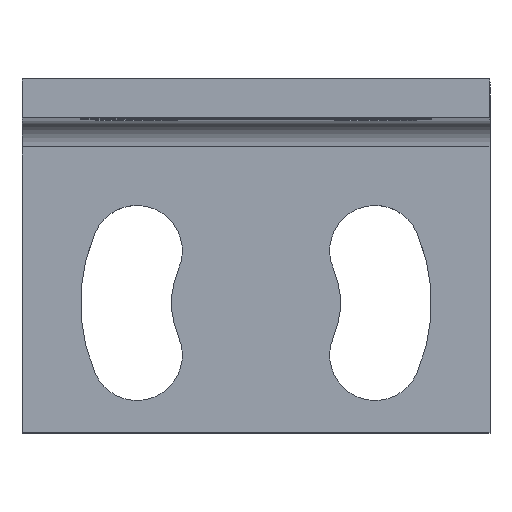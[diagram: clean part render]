
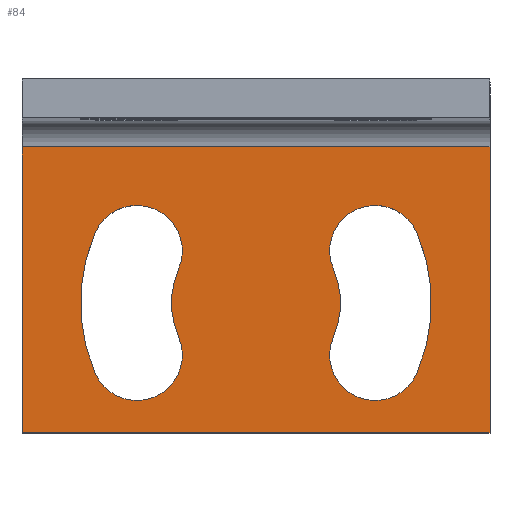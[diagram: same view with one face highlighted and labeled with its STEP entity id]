
A CAD part, top view. The second image highlights one B-rep face of the part: STEP entity #84.
In plain terms, the highlighted planar face has unit normal (0, 0, 1).
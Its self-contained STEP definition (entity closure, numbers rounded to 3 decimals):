
#84 = ADVANCED_FACE( '', ( #138, #139, #140 ), #141, .T. );
#138 = FACE_BOUND( '', #218, .T. );
#139 = FACE_OUTER_BOUND( '', #219, .T. );
#140 = FACE_BOUND( '', #220, .T. );
#141 = PLANE( '', #221 );
#218 = EDGE_LOOP( '', ( #373, #374, #375, #376 ) );
#219 = EDGE_LOOP( '', ( #377, #378, #379, #380 ) );
#220 = EDGE_LOOP( '', ( #381, #382, #383, #384 ) );
#221 = AXIS2_PLACEMENT_3D( '', #385, #386, #387 );
#373 = ORIENTED_EDGE( '', *, *, #629, .T. );
#374 = ORIENTED_EDGE( '', *, *, #630, .T. );
#375 = ORIENTED_EDGE( '', *, *, #631, .T. );
#376 = ORIENTED_EDGE( '', *, *, #632, .T. );
#377 = ORIENTED_EDGE( '', *, *, #633, .T. );
#378 = ORIENTED_EDGE( '', *, *, #634, .F. );
#379 = ORIENTED_EDGE( '', *, *, #586, .F. );
#380 = ORIENTED_EDGE( '', *, *, #635, .F. );
#381 = ORIENTED_EDGE( '', *, *, #613, .T. );
#382 = ORIENTED_EDGE( '', *, *, #626, .T. );
#383 = ORIENTED_EDGE( '', *, *, #628, .T. );
#384 = ORIENTED_EDGE( '', *, *, #636, .T. );
#385 = CARTESIAN_POINT( '', ( 9., 0., 1.5 ) );
#386 = DIRECTION( '', ( 0., 0., 1. ) );
#387 = DIRECTION( '', ( 1., 0., 0. ) );
#586 = EDGE_CURVE( '', #703, #705, #706, .T. );
#613 = EDGE_CURVE( '', #756, #754, #757, .T. );
#626 = EDGE_CURVE( '', #754, #777, #779, .T. );
#628 = EDGE_CURVE( '', #777, #780, #782, .T. );
#629 = EDGE_CURVE( '', #783, #784, #785, .T. );
#630 = EDGE_CURVE( '', #784, #786, #787, .T. );
#631 = EDGE_CURVE( '', #786, #788, #789, .T. );
#632 = EDGE_CURVE( '', #788, #783, #790, .T. );
#633 = EDGE_CURVE( '', #791, #792, #793, .T. );
#634 = EDGE_CURVE( '', #705, #792, #794, .T. );
#635 = EDGE_CURVE( '', #791, #703, #795, .T. );
#636 = EDGE_CURVE( '', #780, #756, #796, .T. );
#703 = VERTEX_POINT( '', #868 );
#705 = VERTEX_POINT( '', #871 );
#706 = LINE( '', #872, #873 );
#754 = VERTEX_POINT( '', #929 );
#756 = VERTEX_POINT( '', #932 );
#757 = CIRCLE( '', #933, 1.75 );
#777 = VERTEX_POINT( '', #957 );
#779 = CIRCLE( '', #960, 6.75 );
#780 = VERTEX_POINT( '', #961 );
#782 = CIRCLE( '', #964, 1.75 );
#783 = VERTEX_POINT( '', #965 );
#784 = VERTEX_POINT( '', #966 );
#785 = CIRCLE( '', #967, 3.25 );
#786 = VERTEX_POINT( '', #968 );
#787 = CIRCLE( '', #969, 1.75 );
#788 = VERTEX_POINT( '', #970 );
#789 = CIRCLE( '', #971, 6.75 );
#790 = CIRCLE( '', #972, 1.75 );
#791 = VERTEX_POINT( '', #973 );
#792 = VERTEX_POINT( '', #974 );
#793 = LINE( '', #975, #976 );
#794 = LINE( '', #977, #978 );
#795 = LINE( '', #979, #980 );
#796 = CIRCLE( '', #981, 3.25 );
#868 = CARTESIAN_POINT( '', ( 9., 0., 1.5 ) );
#871 = CARTESIAN_POINT( '', ( -9., 0., 1.5 ) );
#872 = CARTESIAN_POINT( '', ( 9., 0., 1.5 ) );
#873 = VECTOR( '', #1078, 1000. );
#929 = CARTESIAN_POINT( '', ( 6.186, 7.7, 1.5 ) );
#932 = CARTESIAN_POINT( '', ( 2.979, 6.3, 1.5 ) );
#933 = AXIS2_PLACEMENT_3D( '', #1139, #1140, #1141 );
#957 = CARTESIAN_POINT( '', ( 6.186, 2.3, 1.5 ) );
#960 = AXIS2_PLACEMENT_3D( '', #1168, #1169, #1170 );
#961 = CARTESIAN_POINT( '', ( 2.979, 3.7, 1.5 ) );
#964 = AXIS2_PLACEMENT_3D( '', #1172, #1173, #1174 );
#965 = CARTESIAN_POINT( '', ( -2.979, 6.3, 1.5 ) );
#966 = CARTESIAN_POINT( '', ( -2.979, 3.7, 1.5 ) );
#967 = AXIS2_PLACEMENT_3D( '', #1175, #1176, #1177 );
#968 = CARTESIAN_POINT( '', ( -6.186, 2.3, 1.5 ) );
#969 = AXIS2_PLACEMENT_3D( '', #1178, #1179, #1180 );
#970 = CARTESIAN_POINT( '', ( -6.186, 7.7, 1.5 ) );
#971 = AXIS2_PLACEMENT_3D( '', #1181, #1182, #1183 );
#972 = AXIS2_PLACEMENT_3D( '', #1184, #1185, #1186 );
#973 = CARTESIAN_POINT( '', ( 9., 11., 1.5 ) );
#974 = CARTESIAN_POINT( '', ( -9., 11., 1.5 ) );
#975 = CARTESIAN_POINT( '', ( 9., 11., 1.5 ) );
#976 = VECTOR( '', #1187, 1000. );
#977 = CARTESIAN_POINT( '', ( -9., 0., 1.5 ) );
#978 = VECTOR( '', #1188, 1000. );
#979 = CARTESIAN_POINT( '', ( 9., 13.5, 1.5 ) );
#980 = VECTOR( '', #1189, 1000. );
#981 = AXIS2_PLACEMENT_3D( '', #1190, #1191, #1192 );
#1078 = DIRECTION( '', ( -1., 0., 0. ) );
#1139 = CARTESIAN_POINT( '', ( 4.583, 7., 1.5 ) );
#1140 = DIRECTION( '', ( 0., 0., -1. ) );
#1141 = DIRECTION( '', ( 1., 0., 0. ) );
#1168 = CARTESIAN_POINT( '', ( 0., 5., 1.5 ) );
#1169 = DIRECTION( '', ( 0., 0., -1. ) );
#1170 = DIRECTION( '', ( -1., 0., 0. ) );
#1172 = CARTESIAN_POINT( '', ( 4.583, 3., 1.5 ) );
#1173 = DIRECTION( '', ( 0., 0., -1. ) );
#1174 = DIRECTION( '', ( 1., 0., 0. ) );
#1175 = CARTESIAN_POINT( '', ( 0., 5., 1.5 ) );
#1176 = DIRECTION( '', ( 0., 0., 1. ) );
#1177 = DIRECTION( '', ( 1., 0., 0. ) );
#1178 = CARTESIAN_POINT( '', ( -4.583, 3., 1.5 ) );
#1179 = DIRECTION( '', ( 0., 0., -1. ) );
#1180 = DIRECTION( '', ( -1., 0., 0. ) );
#1181 = CARTESIAN_POINT( '', ( 0., 5., 1.5 ) );
#1182 = DIRECTION( '', ( 0., 0., -1. ) );
#1183 = DIRECTION( '', ( 1., 0., 0. ) );
#1184 = CARTESIAN_POINT( '', ( -4.583, 7., 1.5 ) );
#1185 = DIRECTION( '', ( 0., 0., -1. ) );
#1186 = DIRECTION( '', ( -1., 0., 0. ) );
#1187 = DIRECTION( '', ( -1., 0., 0. ) );
#1188 = DIRECTION( '', ( 0., 1., 0. ) );
#1189 = DIRECTION( '', ( 0., -1., 0. ) );
#1190 = CARTESIAN_POINT( '', ( 0., 5., 1.5 ) );
#1191 = DIRECTION( '', ( 0., 0., 1. ) );
#1192 = DIRECTION( '', ( -1., 0., 0. ) );
